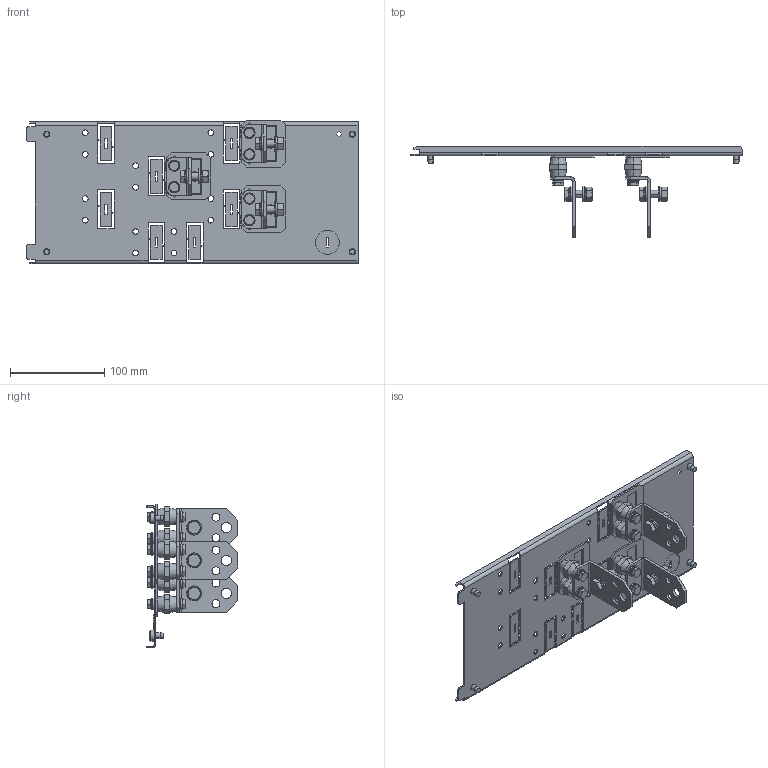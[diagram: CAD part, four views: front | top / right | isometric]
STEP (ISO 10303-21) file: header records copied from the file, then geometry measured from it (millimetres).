
FILE_DESCRIPTION(/* description */ (''),/* implementation_level */ '2;1');
FILE_NAME(/* name */ '8PQ6000-8BA16_v.stp',/* time_stamp */ '2018-09-13T11:18:19+02:00',/* author */ (''),/* organization */ (''),/* preprocessor_version */ 'ST-DEVELOPER v16.7',/* originating_system */ 'SIEMENS PLM Software NX 12.0',/* authorisation */ '');
FILE_SCHEMA (('AUTOMOTIVE_DESIGN { 1 0 10303 214 3 1 1 1 }'));
Length unit declared in the file: millimetre
Products named in the file (1): 8PQ6000-8BA16_step
Bounding box: 353 x 97 x 153 mm (x, y, z)
Volume: 166595.3 mm3; surface area: 158142.1 mm2
Topology: 1 solids, 19 shells, 1436 faces, 3512 edges, 2169 vertices
Faces by surface type: plane 851, cylinder 335, cone 206, torus 36, bspline 8
Full cylindrical faces by diameter (mm): 25.5 x2
Entity records: 50685 total; most frequent: CARTESIAN_POINT 8962, DIRECTION 7241, ORIENTED_EDGE 7018, EDGE_CURVE 3509, AXIS2_PLACEMENT_3D 2591, VERTEX_POINT 2168, LINE 2059, VECTOR 2059
